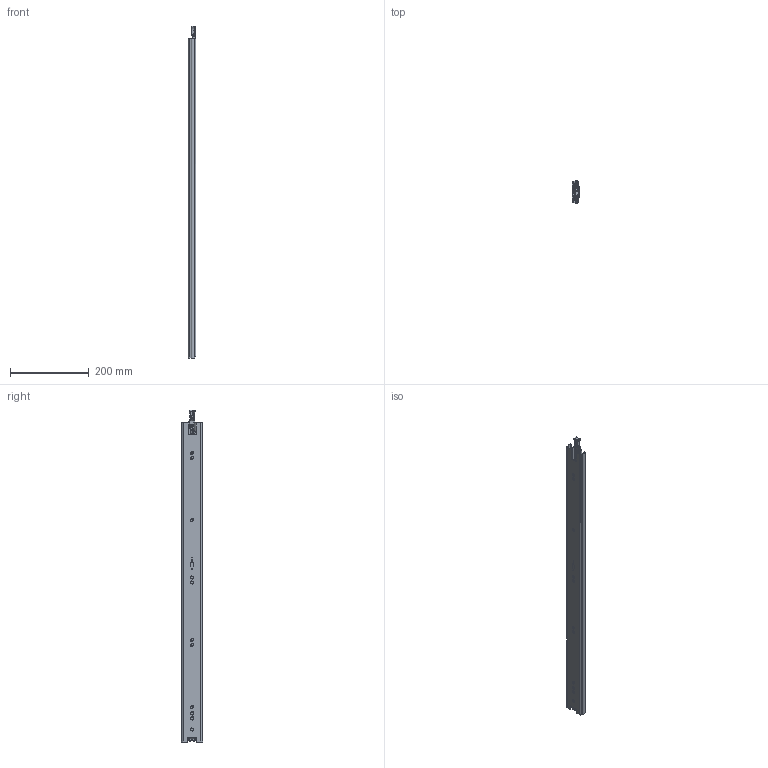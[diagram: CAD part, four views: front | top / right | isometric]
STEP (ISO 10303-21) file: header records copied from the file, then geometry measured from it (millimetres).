
FILE_DESCRIPTION (( 'STEP AP214' ), '1' );
FILE_NAME ('FR_5609_SL.0813mm_32inch_closed_left.STEP', '2022-10-27T05:28:56', ( '' ), ( '' ), 'SwSTEP 2.0', 'SolidWorks 2020', '' );
FILE_SCHEMA (( 'AUTOMOTIVE_DESIGN' ));
Length unit declared in the file: millimetre
Products named in the file (13): 5609.XXX-02.T058_NL 32; Middle Lock; Spring Lever; 5609.XXX-03.T058_NL 32; Drawer Lock; 5609.XXX-01.T058_NL 32; Middle Stop; 5609.XXX-02.T058_NL 32 closed; FR_5609_SL.0813mm_32inch_closed_left; Detent; Locking Handle
Assembly tree (12 placements, depth 3):
  FR_5609_SL.0813mm_32inch_closed_left
    5609.XXX-01.T058_NL 32
      5609.XXX-01.T058_NL 32
      Detent
    5609.XXX-02.T058_NL 32 closed
      5609.XXX-02.T058_NL 32
      Middle Stop
      Middle Lock
    5609.XXX-03.T058_NL 32
      5609.XXX-03.T058_NL 32
      Locking Handle
      Spring Lever
      Drawer Lock
Bounding box: 19.1 x 55.98 x 845.87 mm (x, y, z)
Volume: 300963.8 mm3; surface area: 352679.1 mm2
Topology: 10 solids, 10 shells, 1798 faces, 4799 edges, 3001 vertices
Faces by surface type: cylinder 862, plane 528, cone 224, bspline 184
Entity records: 64494 total; most frequent: CARTESIAN_POINT 20564, ORIENTED_EDGE 9570, DIRECTION 8766, EDGE_CURVE 4785, AXIS2_PLACEMENT_3D 3321, VERTEX_POINT 3001, VECTOR 2124, LINE 2124
